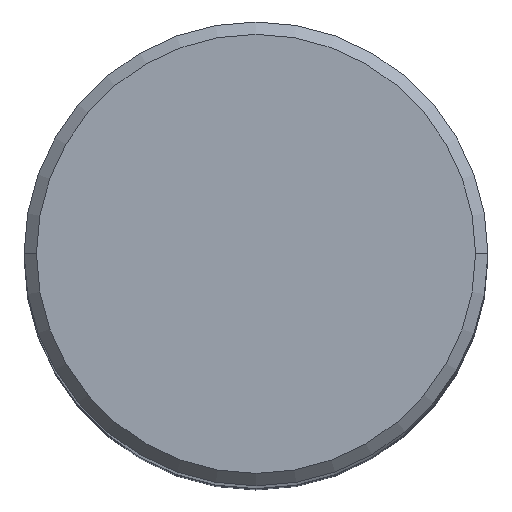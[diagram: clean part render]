
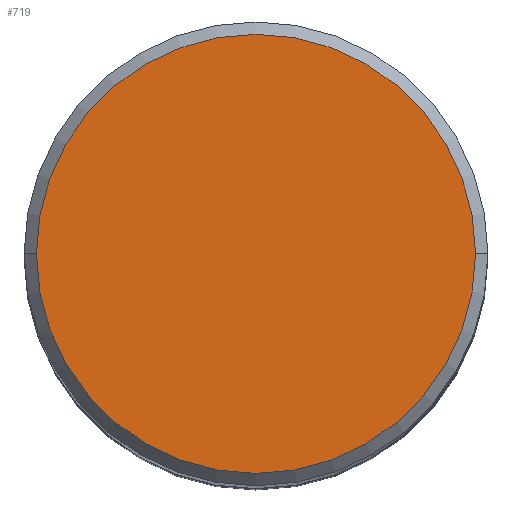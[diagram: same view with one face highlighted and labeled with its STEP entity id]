
A CAD part, top view. The second image highlights one B-rep face of the part: STEP entity #719.
In plain terms, the highlighted planar face has unit normal (0, 0, 1).
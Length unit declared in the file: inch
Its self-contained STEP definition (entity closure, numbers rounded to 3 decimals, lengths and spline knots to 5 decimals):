
#8 = EDGE_LOOP ( 'NONE', ( #194, #771 ) ) ;
#24 = AXIS2_PLACEMENT_3D ( 'NONE', #757, #636, #803 ) ;
#142 = DIRECTION ( 'NONE',  ( -1., 0., 0. ) ) ;
#158 = AXIS2_PLACEMENT_3D ( 'NONE', #649, #776, #142 ) ;
#188 = CIRCLE ( 'NONE', #645, 0.355 ) ;
#194 = ORIENTED_EDGE ( 'NONE', *, *, #550, .T. ) ;
#203 = VERTEX_POINT ( 'NONE', #259 ) ;
#238 = DIRECTION ( 'NONE',  ( 0., 0., 1. ) ) ;
#259 = CARTESIAN_POINT ( 'NONE',  ( 0.355, 0., 0. ) ) ;
#285 = FACE_OUTER_BOUND ( 'NONE', #8, .T. ) ;
#323 = EDGE_CURVE ( 'NONE', #203, #520, #188, .T. ) ;
#324 = CIRCLE ( 'NONE', #24, 0.355 ) ;
#354 = DIRECTION ( 'NONE',  ( 1., 0., 0. ) ) ;
#520 = VERTEX_POINT ( 'NONE', #750 ) ;
#550 = EDGE_CURVE ( 'NONE', #520, #203, #324, .T. ) ;
#583 = PLANE ( 'NONE',  #158 ) ;
#636 = DIRECTION ( 'NONE',  ( 0., 0., 1. ) ) ;
#645 = AXIS2_PLACEMENT_3D ( 'NONE', #801, #238, #354 ) ;
#649 = CARTESIAN_POINT ( 'NONE',  ( 0., 0.355, 0. ) ) ;
#719 = ADVANCED_FACE ( 'NONE', ( #285 ), #583, .F. ) ;
#750 = CARTESIAN_POINT ( 'NONE',  ( -0.355, 0., 0. ) ) ;
#757 = CARTESIAN_POINT ( 'NONE',  ( 0., 0., 0. ) ) ;
#771 = ORIENTED_EDGE ( 'NONE', *, *, #323, .T. ) ;
#776 = DIRECTION ( 'NONE',  ( 0., 0., -1. ) ) ;
#801 = CARTESIAN_POINT ( 'NONE',  ( 0., 0., 0. ) ) ;
#803 = DIRECTION ( 'NONE',  ( 1., 0., 0. ) ) ;
